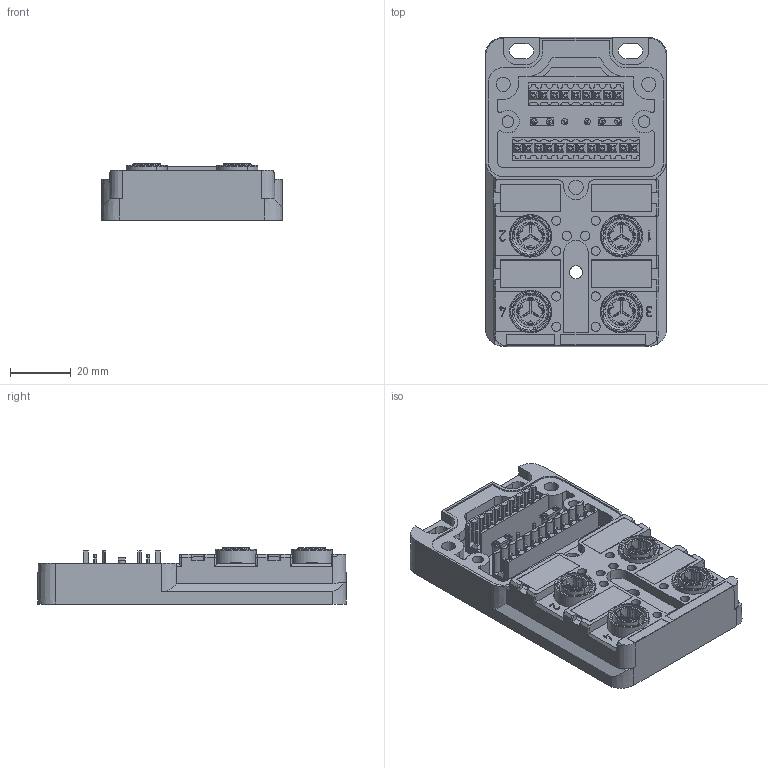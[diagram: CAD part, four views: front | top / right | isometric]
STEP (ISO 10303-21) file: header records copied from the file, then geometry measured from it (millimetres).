
FILE_DESCRIPTION(('CATIA V5 STEP Exchange','CAx-IF Rec.Pracs.--- Model Styling and Organization---1.4--- 2014-01-23'),'2;1');
FILE_NAME ('020645-3_0', '2021-01-21T10:47:17+00:00', ('none'), ('Weidmueller'), 'CATIA Version 5-6 Release 2016 SP3 HF44', 'CATIA V5 STEP AP214', 'none');
FILE_SCHEMA(('AUTOMOTIVE_DESIGN { 1 0 10303 214 1 1 1 1 }'));
Products named in the file (1): 1760041000
Bounding box: 60 x 102 x 18.5 mm (x, y, z)
Volume: 74010 mm3; surface area: 40761.5 mm2
Topology: 60 solids, 60 shells, 2175 faces, 5639 edges, 3652 vertices
Faces by surface type: plane 1295, cylinder 672, cone 148, torus 48, sphere 12
Entity records: 62549 total; most frequent: CARTESIAN_POINT 12314, ORIENTED_EDGE 11254, DIRECTION 8525, EDGE_CURVE 5627, VERTEX_POINT 3652, VECTOR 3639, LINE 3639, AXIS2_PLACEMENT_3D 3235
